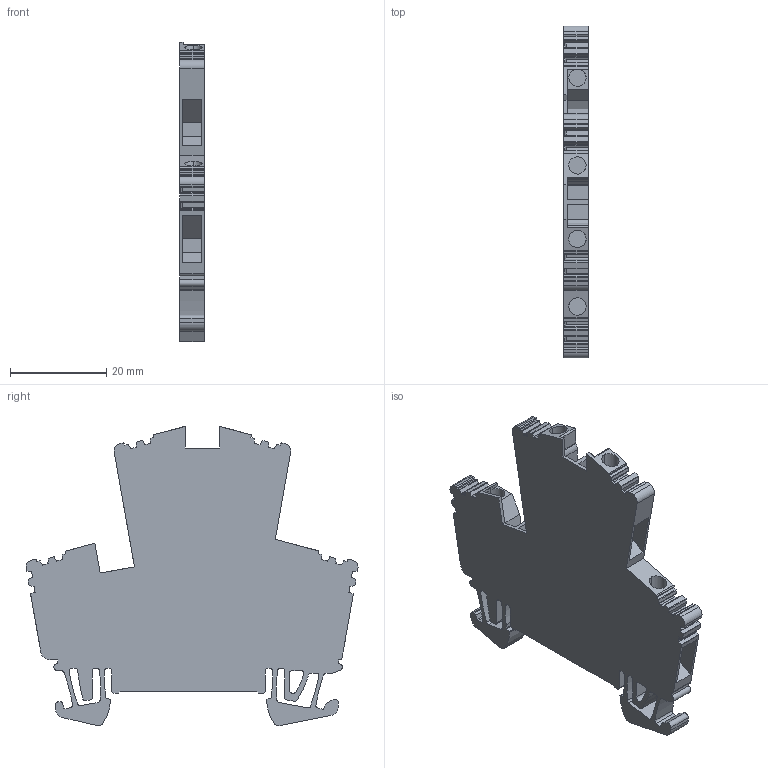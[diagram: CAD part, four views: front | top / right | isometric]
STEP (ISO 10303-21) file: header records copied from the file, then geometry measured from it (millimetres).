
FILE_DESCRIPTION(('CATIA V5 STEP Exchange','CAx-IF Rec.Pracs.--- Model Styling and Organization---1.5--- 2016-08-15','CAx-IF Rec.Pracs.---Supplemental Geometry---1.0---2011-11-01','CAx-IF Rec.Pracs.--- Composite Materials ---1.1---2010-07-15'),'2;1');
FILE_NAME ('D1448122_0', '2025-09-22T05:44:13+00:00', ('none'), ('Weidmueller'), 'CATIA Version 5-6 Release 2024 SP4', 'CATIA V5 STEP AP214 v3', 'none');
FILE_SCHEMA(('AUTOMOTIVE_DESIGN { 1 0 10303 214 1 1 1 1 }'));
Length unit declared in the file: millimetre
Products named in the file (1): 1067970000_WDK_2-5_ZQV_GR
Bounding box: 5.1 x 69.07 x 62.24 mm (x, y, z)
Volume: 11847.4 mm3; surface area: 8619 mm2
Topology: 1 solids, 1 shells, 401 faces, 1162 edges, 774 vertices
Faces by surface type: plane 276, cylinder 113, extrusion 12
Entity records: 13108 total; most frequent: CARTESIAN_POINT 2930, ORIENTED_EDGE 2324, DIRECTION 1733, EDGE_CURVE 1162, VECTOR 914, LINE 902, VERTEX_POINT 774, AXIS2_PLACEMENT_3D 505
